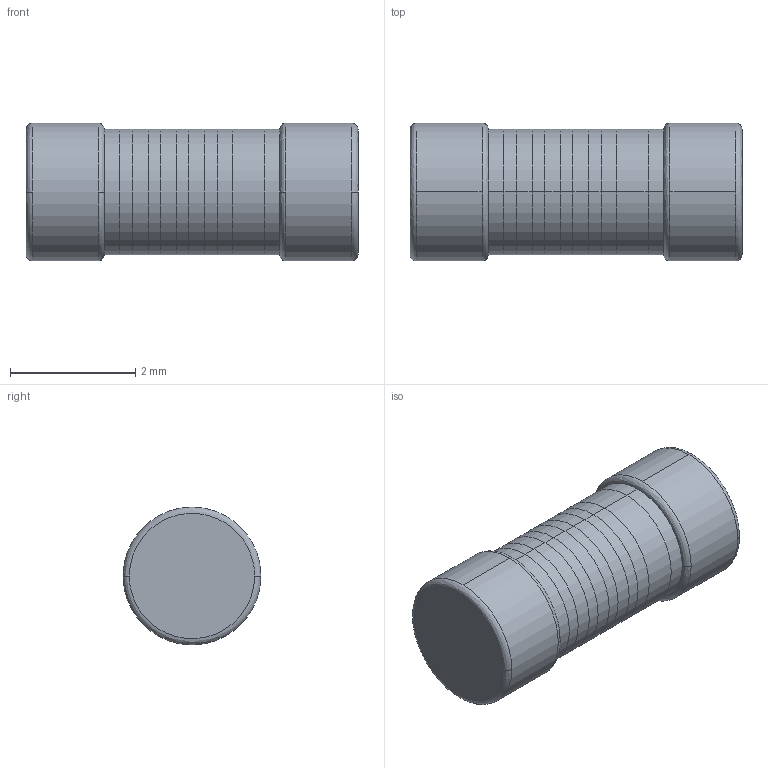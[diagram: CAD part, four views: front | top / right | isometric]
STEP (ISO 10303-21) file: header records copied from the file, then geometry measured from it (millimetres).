
FILE_DESCRIPTION (( 'STEP AP214' ), '1' );
FILE_NAME ('User Library-MELF_0207-1.STEP', '2012-01-26T09:19:08', ( 'sysAdmin' ), ( 'SolidWorks' ), 'SwSTEP 2.0', 'SolidWorks 2012', '' );
FILE_SCHEMA (( 'AUTOMOTIVE_DESIGN' ));
Length unit declared in the file: centimetre
Products named in the file (8): User Library-MELF_0207-1_Farbring 5_1; User Library-MELF_0207-1_Farbring 3_1; User Library-MELF_0207-1_Farbring 4_1; User Library-MELF_0207-1_Farbring 1_1; User Library-MELF_0207-1_Farbring 2_1; User Library-MELF_0207-1_Anschluss_1; User Library-MELF_0207-1_K_X_F6rper_1; User Library-MELF_0207-1
Assembly tree (13 placements, depth 2):
  User Library-MELF_0207-1
    User Library-MELF_0207-1_Anschluss_1  x2
    User Library-MELF_0207-1_K_X_F6rper_1  x6
    User Library-MELF_0207-1_Farbring 1_1
    User Library-MELF_0207-1_Farbring 2_1
    User Library-MELF_0207-1_Farbring 3_1
    User Library-MELF_0207-1_Farbring 4_1
    User Library-MELF_0207-1_Farbring 5_1
Bounding box: 5.3 x 2.2 x 2.2 mm (x, y, z)
Volume: 18.2 mm3; surface area: 118 mm2
Topology: 13 solids, 13 shells, 60 faces, 102 edges, 68 vertices
Faces by surface type: cylinder 26, plane 26, bspline 8
Entity records: 1548 total; most frequent: CARTESIAN_POINT 210, DIRECTION 174, ORIENTED_EDGE 108, AXIS2_PLACEMENT_3D 80, EDGE_CURVE 54, UNCERTAINTY_MEASURE_WITH_UNIT 54, MECHANICAL_DESIGN_GEOMETRIC_PRESENTATION_REPRESENTATION 46, PRESENTATION_LAYER_ASSIGNMENT 46
